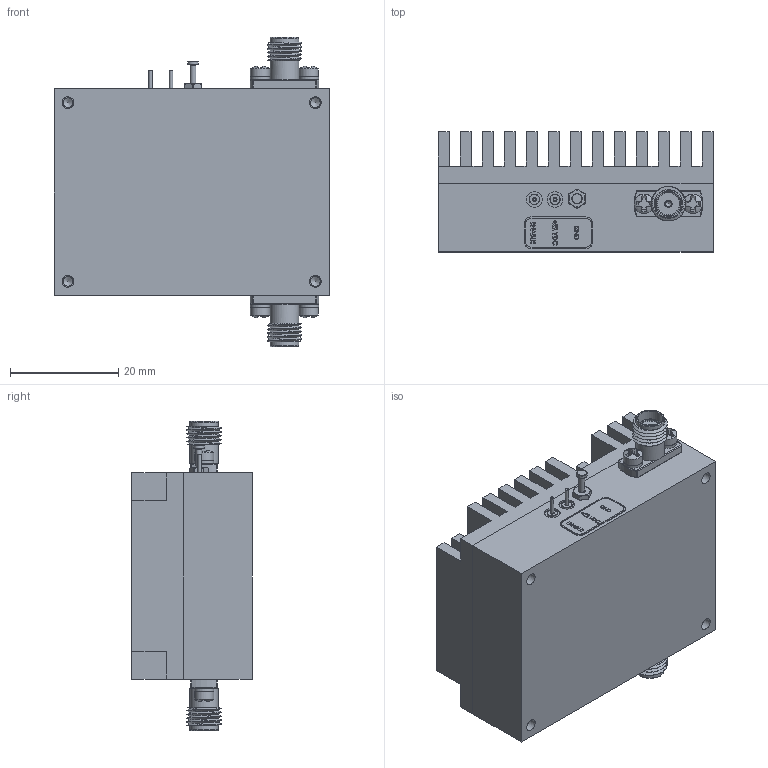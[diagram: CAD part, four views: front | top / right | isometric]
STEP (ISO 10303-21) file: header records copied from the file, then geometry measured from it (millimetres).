
FILE_DESCRIPTION (( 'STEP AP214' ), '1' );
FILE_NAME ('PA-2G18G-43-5-40-SFF-2.STEP', '2024-11-25T16:29:43', ( '' ), ( '' ), 'SwSTEP 2.0', 'SolidWorks 2024', '' );
FILE_SCHEMA (( 'AUTOMOTIVE_DESIGN' ));
Length unit declared in the file: inch
Products named in the file (1): PA-2G18G-43-5-40-SFF-2
Bounding box: 50.93 x 22.23 x 57.15 mm (x, y, z)
Volume: 35956.4 mm3; surface area: 20469.5 mm2
Topology: 27 solids, 27 shells, 1043 faces, 3403 edges, 2609 vertices
Faces by surface type: plane 556, cylinder 261, cone 83, torus 78, sphere 49, bspline 16
Full cylindrical faces by diameter (mm): 0.305 x2, 0.559 x2, 0.635 x4, 1.016 x2, 1.067 x1, 1.191 x14, 1.27 x2, 1.524 x14, 1.778 x13, 1.93 x3, 2.184 x23, 2.591 x4, 2.705 x5, 2.921 x2, 3.302 x2, 3.556 x4, 4.191 x4, 4.242 x5, 4.572 x5, 4.597 x2, 5.283 x4
Entity records: 57176 total; most frequent: CARTESIAN_POINT 15198, ORIENTED_EDGE 6222, DIRECTION 5275, EDGE_CURVE 3111, VERTEX_POINT 2567, AXIS2_PLACEMENT_3D 1812, VECTOR 1651, LINE 1651
